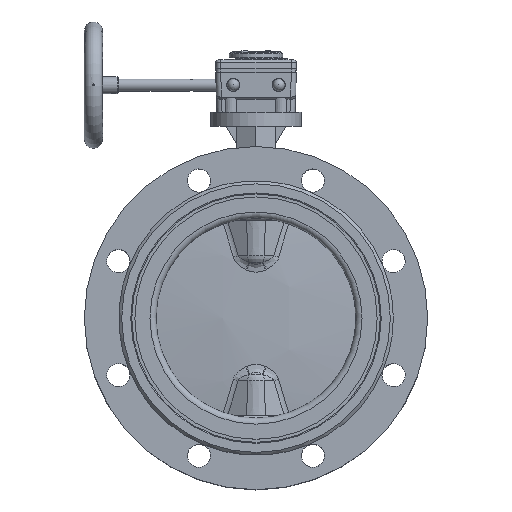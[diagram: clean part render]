
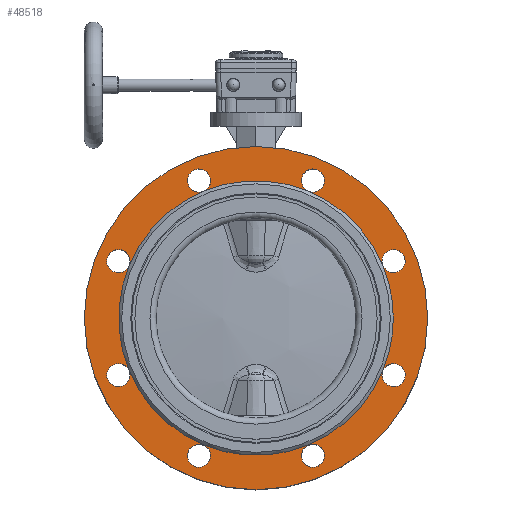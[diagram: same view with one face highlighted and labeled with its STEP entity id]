
A CAD part, top view. The second image highlights one B-rep face of the part: STEP entity #48518.
In plain terms, the highlighted planar face has unit normal (0, 0, 1).
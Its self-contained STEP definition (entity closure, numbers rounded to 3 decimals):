
#1457=PLANE('',#53294);
#1867=FACE_BOUND('',#13893,.T.);
#11006=FACE_OUTER_BOUND('',#13892,.T.);
#13892=EDGE_LOOP('',(#42083));
#13893=EDGE_LOOP('',(#42084,#42085,#42086,#42087,#42088,#42089,#42090,#42091,
#42092,#42093,#42094,#42095,#42096,#42097,#42098,#42099,#42100,#42101,#42102,
#42103,#42104,#42105,#42106,#42107,#42108));
#18045=CIRCLE('',#53103,11.5);
#18046=CIRCLE('',#53104,11.5);
#18051=CIRCLE('',#53111,11.5);
#18052=CIRCLE('',#53112,11.5);
#18057=CIRCLE('',#53119,11.5);
#18058=CIRCLE('',#53120,11.5);
#18063=CIRCLE('',#53127,11.5);
#18064=CIRCLE('',#53128,11.5);
#18069=CIRCLE('',#53135,11.5);
#18070=CIRCLE('',#53136,11.5);
#18075=CIRCLE('',#53143,11.5);
#18076=CIRCLE('',#53144,11.5);
#18081=CIRCLE('',#53151,11.5);
#18082=CIRCLE('',#53152,11.5);
#18087=CIRCLE('',#53159,11.5);
#18088=CIRCLE('',#53160,11.5);
#18105=CIRCLE('',#53186,136.);
#18106=CIRCLE('',#53187,136.);
#18107=CIRCLE('',#53188,136.);
#18108=CIRCLE('',#53189,136.);
#18109=CIRCLE('',#53190,136.);
#18111=CIRCLE('',#53192,136.);
#18112=CIRCLE('',#53193,136.);
#18113=CIRCLE('',#53194,136.);
#18114=CIRCLE('',#53195,136.);
#18115=CIRCLE('',#53197,170.);
#22026=VERTEX_POINT('',#166128);
#22027=VERTEX_POINT('',#166130);
#22032=VERTEX_POINT('',#166144);
#22033=VERTEX_POINT('',#166146);
#22038=VERTEX_POINT('',#166160);
#22039=VERTEX_POINT('',#166162);
#22044=VERTEX_POINT('',#166176);
#22045=VERTEX_POINT('',#166178);
#22050=VERTEX_POINT('',#166192);
#22051=VERTEX_POINT('',#166194);
#22056=VERTEX_POINT('',#166208);
#22057=VERTEX_POINT('',#166210);
#22062=VERTEX_POINT('',#166224);
#22063=VERTEX_POINT('',#166226);
#22068=VERTEX_POINT('',#166240);
#22069=VERTEX_POINT('',#166242);
#22085=VERTEX_POINT('',#166296);
#22087=VERTEX_POINT('',#166306);
#28641=EDGE_CURVE('',#22027,#22026,#18045,.T.);
#28642=EDGE_CURVE('',#22026,#22027,#18046,.T.);
#28649=EDGE_CURVE('',#22033,#22032,#18051,.T.);
#28650=EDGE_CURVE('',#22032,#22033,#18052,.T.);
#28657=EDGE_CURVE('',#22039,#22038,#18057,.T.);
#28658=EDGE_CURVE('',#22038,#22039,#18058,.T.);
#28665=EDGE_CURVE('',#22045,#22044,#18063,.T.);
#28666=EDGE_CURVE('',#22044,#22045,#18064,.T.);
#28673=EDGE_CURVE('',#22051,#22050,#18069,.T.);
#28674=EDGE_CURVE('',#22050,#22051,#18070,.T.);
#28681=EDGE_CURVE('',#22057,#22056,#18075,.T.);
#28682=EDGE_CURVE('',#22056,#22057,#18076,.T.);
#28689=EDGE_CURVE('',#22063,#22062,#18081,.T.);
#28690=EDGE_CURVE('',#22062,#22063,#18082,.T.);
#28697=EDGE_CURVE('',#22069,#22068,#18087,.T.);
#28698=EDGE_CURVE('',#22068,#22069,#18088,.T.);
#28722=EDGE_CURVE('',#22033,#22039,#18105,.T.);
#28723=EDGE_CURVE('',#22039,#22045,#18106,.T.);
#28724=EDGE_CURVE('',#22045,#22051,#18107,.T.);
#28725=EDGE_CURVE('',#22051,#22057,#18108,.T.);
#28726=EDGE_CURVE('',#22057,#22085,#18109,.T.);
#28729=EDGE_CURVE('',#22085,#22063,#18111,.T.);
#28730=EDGE_CURVE('',#22063,#22069,#18112,.T.);
#28731=EDGE_CURVE('',#22069,#22027,#18113,.T.);
#28732=EDGE_CURVE('',#22027,#22033,#18114,.T.);
#28733=EDGE_CURVE('',#22087,#22087,#18115,.T.);
#42083=ORIENTED_EDGE('',*,*,#28733,.T.);
#42084=ORIENTED_EDGE('',*,*,#28732,.F.);
#42085=ORIENTED_EDGE('',*,*,#28641,.T.);
#42086=ORIENTED_EDGE('',*,*,#28642,.T.);
#42087=ORIENTED_EDGE('',*,*,#28731,.F.);
#42088=ORIENTED_EDGE('',*,*,#28697,.T.);
#42089=ORIENTED_EDGE('',*,*,#28698,.T.);
#42090=ORIENTED_EDGE('',*,*,#28730,.F.);
#42091=ORIENTED_EDGE('',*,*,#28689,.T.);
#42092=ORIENTED_EDGE('',*,*,#28690,.T.);
#42093=ORIENTED_EDGE('',*,*,#28729,.F.);
#42094=ORIENTED_EDGE('',*,*,#28726,.F.);
#42095=ORIENTED_EDGE('',*,*,#28681,.T.);
#42096=ORIENTED_EDGE('',*,*,#28682,.T.);
#42097=ORIENTED_EDGE('',*,*,#28725,.F.);
#42098=ORIENTED_EDGE('',*,*,#28673,.T.);
#42099=ORIENTED_EDGE('',*,*,#28674,.T.);
#42100=ORIENTED_EDGE('',*,*,#28724,.F.);
#42101=ORIENTED_EDGE('',*,*,#28665,.T.);
#42102=ORIENTED_EDGE('',*,*,#28666,.T.);
#42103=ORIENTED_EDGE('',*,*,#28723,.F.);
#42104=ORIENTED_EDGE('',*,*,#28657,.T.);
#42105=ORIENTED_EDGE('',*,*,#28658,.T.);
#42106=ORIENTED_EDGE('',*,*,#28722,.F.);
#42107=ORIENTED_EDGE('',*,*,#28649,.T.);
#42108=ORIENTED_EDGE('',*,*,#28650,.T.);
#48518=ADVANCED_FACE('',(#11006,#1867),#1457,.F.);
#53103=AXIS2_PLACEMENT_3D('',#166131,#64413,#64414);
#53104=AXIS2_PLACEMENT_3D('',#166132,#64415,#64416);
#53111=AXIS2_PLACEMENT_3D('',#166147,#64431,#64432);
#53112=AXIS2_PLACEMENT_3D('',#166148,#64433,#64434);
#53119=AXIS2_PLACEMENT_3D('',#166163,#64449,#64450);
#53120=AXIS2_PLACEMENT_3D('',#166164,#64451,#64452);
#53127=AXIS2_PLACEMENT_3D('',#166179,#64467,#64468);
#53128=AXIS2_PLACEMENT_3D('',#166180,#64469,#64470);
#53135=AXIS2_PLACEMENT_3D('',#166195,#64485,#64486);
#53136=AXIS2_PLACEMENT_3D('',#166196,#64487,#64488);
#53143=AXIS2_PLACEMENT_3D('',#166211,#64503,#64504);
#53144=AXIS2_PLACEMENT_3D('',#166212,#64505,#64506);
#53151=AXIS2_PLACEMENT_3D('',#166227,#64521,#64522);
#53152=AXIS2_PLACEMENT_3D('',#166228,#64523,#64524);
#53159=AXIS2_PLACEMENT_3D('',#166243,#64539,#64540);
#53160=AXIS2_PLACEMENT_3D('',#166244,#64541,#64542);
#53186=AXIS2_PLACEMENT_3D('',#166292,#64600,#64601);
#53187=AXIS2_PLACEMENT_3D('',#166293,#64602,#64603);
#53188=AXIS2_PLACEMENT_3D('',#166294,#64604,#64605);
#53189=AXIS2_PLACEMENT_3D('',#166295,#64606,#64607);
#53190=AXIS2_PLACEMENT_3D('',#166297,#64608,#64609);
#53192=AXIS2_PLACEMENT_3D('',#166301,#64613,#64614);
#53193=AXIS2_PLACEMENT_3D('',#166302,#64615,#64616);
#53194=AXIS2_PLACEMENT_3D('',#166303,#64617,#64618);
#53195=AXIS2_PLACEMENT_3D('',#166304,#64619,#64620);
#53197=AXIS2_PLACEMENT_3D('',#166307,#64623,#64624);
#53294=AXIS2_PLACEMENT_3D('',#167818,#65007,#65008);
#64413=DIRECTION('center_axis',(0.,0.,-1.));
#64414=DIRECTION('ref_axis',(-1.,0.,0.));
#64415=DIRECTION('center_axis',(0.,0.,-1.));
#64416=DIRECTION('ref_axis',(-1.,0.,0.));
#64431=DIRECTION('center_axis',(0.,0.,-1.));
#64432=DIRECTION('ref_axis',(-1.,0.,0.));
#64433=DIRECTION('center_axis',(0.,0.,-1.));
#64434=DIRECTION('ref_axis',(-1.,0.,0.));
#64449=DIRECTION('center_axis',(0.,0.,-1.));
#64450=DIRECTION('ref_axis',(-1.,0.,0.));
#64451=DIRECTION('center_axis',(0.,0.,-1.));
#64452=DIRECTION('ref_axis',(-1.,0.,0.));
#64467=DIRECTION('center_axis',(0.,0.,-1.));
#64468=DIRECTION('ref_axis',(-1.,0.,0.));
#64469=DIRECTION('center_axis',(0.,0.,-1.));
#64470=DIRECTION('ref_axis',(-1.,0.,0.));
#64485=DIRECTION('center_axis',(0.,0.,-1.));
#64486=DIRECTION('ref_axis',(-1.,0.,0.));
#64487=DIRECTION('center_axis',(0.,0.,-1.));
#64488=DIRECTION('ref_axis',(-1.,0.,0.));
#64503=DIRECTION('center_axis',(0.,0.,-1.));
#64504=DIRECTION('ref_axis',(-1.,0.,0.));
#64505=DIRECTION('center_axis',(0.,0.,-1.));
#64506=DIRECTION('ref_axis',(-1.,0.,0.));
#64521=DIRECTION('center_axis',(0.,0.,-1.));
#64522=DIRECTION('ref_axis',(-1.,0.,0.));
#64523=DIRECTION('center_axis',(0.,0.,-1.));
#64524=DIRECTION('ref_axis',(-1.,0.,0.));
#64539=DIRECTION('center_axis',(0.,0.,-1.));
#64540=DIRECTION('ref_axis',(-1.,0.,0.));
#64541=DIRECTION('center_axis',(0.,0.,-1.));
#64542=DIRECTION('ref_axis',(-1.,0.,0.));
#64600=DIRECTION('center_axis',(0.,0.,1.));
#64601=DIRECTION('ref_axis',(1.,0.,0.));
#64602=DIRECTION('center_axis',(0.,0.,1.));
#64603=DIRECTION('ref_axis',(1.,0.,0.));
#64604=DIRECTION('center_axis',(0.,0.,1.));
#64605=DIRECTION('ref_axis',(1.,0.,0.));
#64606=DIRECTION('center_axis',(0.,0.,1.));
#64607=DIRECTION('ref_axis',(1.,0.,0.));
#64608=DIRECTION('center_axis',(0.,0.,1.));
#64609=DIRECTION('ref_axis',(1.,0.,0.));
#64613=DIRECTION('center_axis',(0.,0.,1.));
#64614=DIRECTION('ref_axis',(1.,0.,0.));
#64615=DIRECTION('center_axis',(0.,0.,1.));
#64616=DIRECTION('ref_axis',(1.,0.,0.));
#64617=DIRECTION('center_axis',(0.,0.,1.));
#64618=DIRECTION('ref_axis',(1.,0.,0.));
#64619=DIRECTION('center_axis',(0.,0.,1.));
#64620=DIRECTION('ref_axis',(1.,0.,0.));
#64623=DIRECTION('center_axis',(0.,0.,1.));
#64624=DIRECTION('ref_axis',(1.,0.,0.));
#65007=DIRECTION('center_axis',(0.,0.,-1.));
#65008=DIRECTION('ref_axis',(-1.,0.,0.));
#166128=CARTESIAN_POINT('',(-67.946,136.272,73.));
#166130=CARTESIAN_POINT('',(-52.045,125.648,73.));
#166131=CARTESIAN_POINT('Origin',(-56.446,136.272,73.));
#166132=CARTESIAN_POINT('Origin',(-56.446,136.272,73.));
#166144=CARTESIAN_POINT('',(-147.772,56.446,73.));
#166146=CARTESIAN_POINT('',(-125.648,52.045,73.));
#166147=CARTESIAN_POINT('Origin',(-136.272,56.446,73.));
#166148=CARTESIAN_POINT('Origin',(-136.272,56.446,73.));
#166160=CARTESIAN_POINT('',(-147.772,-56.446,73.));
#166162=CARTESIAN_POINT('',(-125.648,-52.045,73.));
#166163=CARTESIAN_POINT('Origin',(-136.272,-56.446,73.));
#166164=CARTESIAN_POINT('Origin',(-136.272,-56.446,73.));
#166176=CARTESIAN_POINT('',(-67.946,-136.272,73.));
#166178=CARTESIAN_POINT('',(-52.045,-125.648,73.));
#166179=CARTESIAN_POINT('Origin',(-56.446,-136.272,73.));
#166180=CARTESIAN_POINT('Origin',(-56.446,-136.272,73.));
#166192=CARTESIAN_POINT('',(44.946,-136.272,73.));
#166194=CARTESIAN_POINT('',(52.045,-125.648,73.));
#166195=CARTESIAN_POINT('Origin',(56.446,-136.272,73.));
#166196=CARTESIAN_POINT('Origin',(56.446,-136.272,73.));
#166208=CARTESIAN_POINT('',(124.772,-56.446,73.));
#166210=CARTESIAN_POINT('',(125.648,-52.045,73.));
#166211=CARTESIAN_POINT('Origin',(136.272,-56.446,73.));
#166212=CARTESIAN_POINT('Origin',(136.272,-56.446,73.));
#166224=CARTESIAN_POINT('',(124.772,56.446,73.));
#166226=CARTESIAN_POINT('',(125.648,52.045,73.));
#166227=CARTESIAN_POINT('Origin',(136.272,56.446,73.));
#166228=CARTESIAN_POINT('Origin',(136.272,56.446,73.));
#166240=CARTESIAN_POINT('',(44.946,136.272,73.));
#166242=CARTESIAN_POINT('',(52.045,125.648,73.));
#166243=CARTESIAN_POINT('Origin',(56.446,136.272,73.));
#166244=CARTESIAN_POINT('Origin',(56.446,136.272,73.));
#166292=CARTESIAN_POINT('Origin',(0.,0.,73.));
#166293=CARTESIAN_POINT('Origin',(0.,0.,73.));
#166294=CARTESIAN_POINT('Origin',(0.,0.,73.));
#166295=CARTESIAN_POINT('Origin',(0.,0.,73.));
#166296=CARTESIAN_POINT('',(136.,0.,73.));
#166297=CARTESIAN_POINT('Origin',(0.,0.,73.));
#166301=CARTESIAN_POINT('Origin',(0.,0.,73.));
#166302=CARTESIAN_POINT('Origin',(0.,0.,73.));
#166303=CARTESIAN_POINT('Origin',(0.,0.,73.));
#166304=CARTESIAN_POINT('Origin',(0.,0.,73.));
#166306=CARTESIAN_POINT('',(-170.,0.,73.));
#166307=CARTESIAN_POINT('Origin',(0.,0.,73.));
#167818=CARTESIAN_POINT('Origin',(0.,136.,73.));
